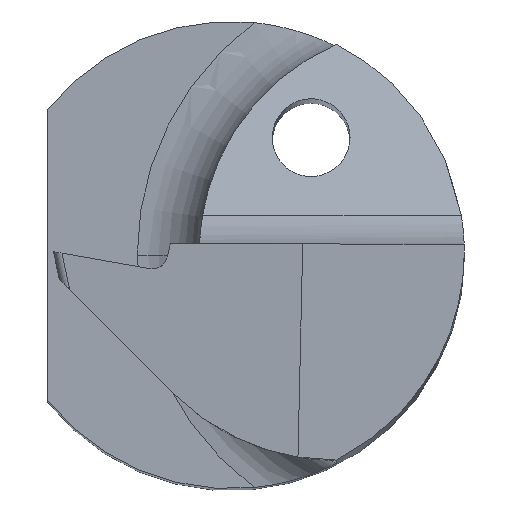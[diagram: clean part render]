
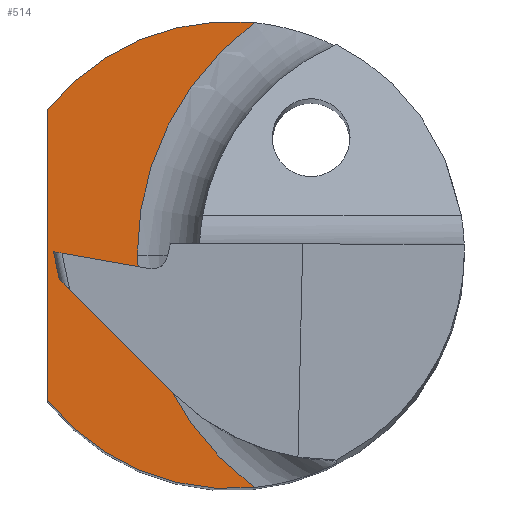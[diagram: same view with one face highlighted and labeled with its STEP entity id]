
A CAD part, top view. The second image highlights one B-rep face of the part: STEP entity #514.
In plain terms, the highlighted planar face has unit normal (0, 0, 1).
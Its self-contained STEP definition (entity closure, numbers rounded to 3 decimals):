
#13 = DIRECTION ( 'NONE',  ( 0., 0., -1. ) ) ;
#27 = VERTEX_POINT ( 'NONE', #285 ) ;
#31 = VERTEX_POINT ( 'NONE', #593 ) ;
#45 = VERTEX_POINT ( 'NONE', #454 ) ;
#62 = ORIENTED_EDGE ( 'NONE', *, *, #766, .F. ) ;
#108 = EDGE_LOOP ( 'NONE', ( #62, #788, #147, #693, #187 ) ) ;
#111 = FACE_OUTER_BOUND ( 'NONE', #108, .T. ) ;
#147 = ORIENTED_EDGE ( 'NONE', *, *, #318, .F. ) ;
#155 = VERTEX_POINT ( 'NONE', #322 ) ;
#159 = AXIS2_PLACEMENT_3D ( 'NONE', #469, #13, #786 ) ;
#175 = CIRCLE ( 'NONE', #409, 3. ) ;
#181 = CARTESIAN_POINT ( 'NONE',  ( 2.514, 0., 15.005 ) ) ;
#187 = ORIENTED_EDGE ( 'NONE', *, *, #427, .F. ) ;
#196 = DIRECTION ( 'NONE',  ( 0., 0., -1. ) ) ;
#274 = DIRECTION ( 'NONE',  ( -1., 0., 0. ) ) ;
#285 = CARTESIAN_POINT ( 'NONE',  ( -1.2, 0., 15.005 ) ) ;
#312 = DIRECTION ( 'NONE',  ( 0., 0., 1. ) ) ;
#318 = EDGE_CURVE ( 'NONE', #478, #31, #175, .T. ) ;
#322 = CARTESIAN_POINT ( 'NONE',  ( 0.304, 2.985, 15.005 ) ) ;
#335 = DIRECTION ( 'NONE',  ( 0., 0., 1. ) ) ;
#384 = CARTESIAN_POINT ( 'NONE',  ( -2.35, 1.865, 15.005 ) ) ;
#405 = DIRECTION ( 'NONE',  ( -1., 0., 0. ) ) ;
#409 = AXIS2_PLACEMENT_3D ( 'NONE', #967, #196, #274 ) ;
#414 = CIRCLE ( 'NONE', #159, 3. ) ;
#427 = EDGE_CURVE ( 'NONE', #155, #27, #661, .T. ) ;
#443 = CARTESIAN_POINT ( 'NONE',  ( 2.514, 0., 15.005 ) ) ;
#454 = CARTESIAN_POINT ( 'NONE',  ( -2.35, 1.865, 15.005 ) ) ;
#469 = CARTESIAN_POINT ( 'NONE',  ( 0., 0., 15.005 ) ) ;
#478 = VERTEX_POINT ( 'NONE', #600 ) ;
#480 = AXIS2_PLACEMENT_3D ( 'NONE', #443, #745, #767 ) ;
#508 = CIRCLE ( 'NONE', #780, 3.714 ) ;
#511 = VECTOR ( 'NONE', #770, 1000. ) ;
#514 = ADVANCED_FACE ( 'NONE', ( #111 ), #781, .T. ) ;
#548 = CARTESIAN_POINT ( 'NONE',  ( 0.402, -0.122, 15.005 ) ) ;
#593 = CARTESIAN_POINT ( 'NONE',  ( -2.35, -1.865, 15.005 ) ) ;
#600 = CARTESIAN_POINT ( 'NONE',  ( 0.304, -2.985, 15.005 ) ) ;
#613 = LINE ( 'NONE', #384, #511 ) ;
#657 = DIRECTION ( 'NONE',  ( -1., 0., 0. ) ) ;
#661 = CIRCLE ( 'NONE', #480, 3.714 ) ;
#692 = AXIS2_PLACEMENT_3D ( 'NONE', #548, #312, #405 ) ;
#693 = ORIENTED_EDGE ( 'NONE', *, *, #929, .F. ) ;
#745 = DIRECTION ( 'NONE',  ( 0., 0., 1. ) ) ;
#766 = EDGE_CURVE ( 'NONE', #45, #155, #414, .T. ) ;
#767 = DIRECTION ( 'NONE',  ( -1., 0., 0. ) ) ;
#770 = DIRECTION ( 'NONE',  ( 0., 1., 0. ) ) ;
#780 = AXIS2_PLACEMENT_3D ( 'NONE', #181, #335, #657 ) ;
#781 = PLANE ( 'NONE',  #692 ) ;
#786 = DIRECTION ( 'NONE',  ( -1., 0., 0. ) ) ;
#788 = ORIENTED_EDGE ( 'NONE', *, *, #794, .F. ) ;
#794 = EDGE_CURVE ( 'NONE', #31, #45, #613, .T. ) ;
#929 = EDGE_CURVE ( 'NONE', #27, #478, #508, .T. ) ;
#967 = CARTESIAN_POINT ( 'NONE',  ( 0., 0., 15.005 ) ) ;
